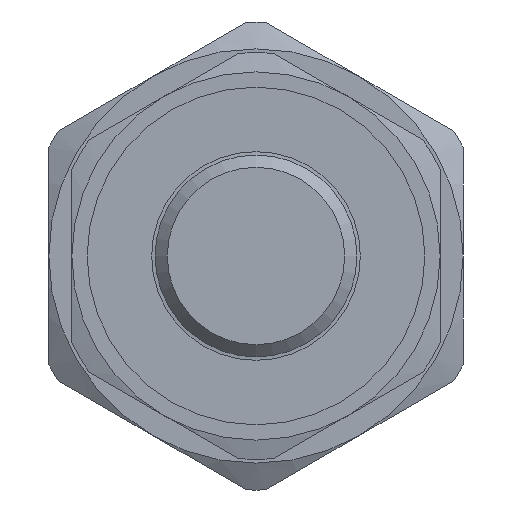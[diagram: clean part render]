
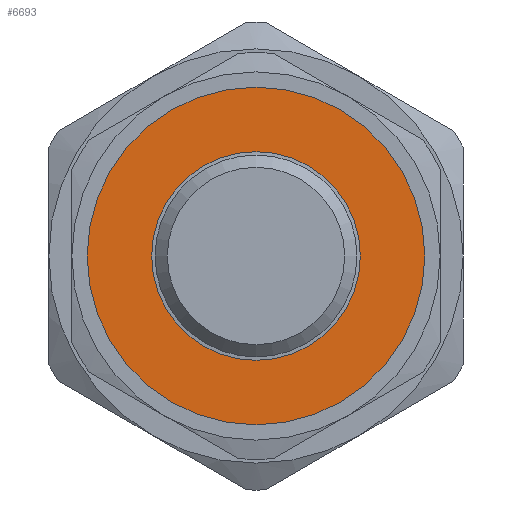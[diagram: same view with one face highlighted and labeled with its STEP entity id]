
A CAD part, left-side view. The second image highlights one B-rep face of the part: STEP entity #6693.
In plain terms, the highlighted planar face has unit normal (-1, 0, 0).
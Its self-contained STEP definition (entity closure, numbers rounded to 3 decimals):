
#1095=PLANE('',#7062);
#1481=ORIENTED_EDGE('',*,*,#2755,.T.);
#1482=ORIENTED_EDGE('',*,*,#2699,.F.);
#2699=EDGE_CURVE('',#3354,#3354,#3789,.T.);
#2755=EDGE_CURVE('',#3398,#3398,#3821,.T.);
#3354=VERTEX_POINT('',#8651);
#3398=VERTEX_POINT('',#8842);
#3789=CIRCLE('',#7009,6.8);
#3821=CIRCLE('',#7060,11.);
#3924=EDGE_LOOP('',(#1481));
#3925=EDGE_LOOP('',(#1482));
#4278=FACE_BOUND('',#3924,.T.);
#4279=FACE_BOUND('',#3925,.T.);
#6693=ADVANCED_FACE('',(#4278,#4279),#1095,.T.);
#7009=AXIS2_PLACEMENT_3D('',#8650,#7442,#7443);
#7060=AXIS2_PLACEMENT_3D('',#8841,#7544,#7545);
#7062=AXIS2_PLACEMENT_3D('',#8845,#7548,#7549);
#7442=DIRECTION('',(-1.,0.,0.));
#7443=DIRECTION('',(0.,0.,1.));
#7544=DIRECTION('',(-1.,0.,0.));
#7545=DIRECTION('',(0.,0.,1.));
#7548=DIRECTION('',(-1.,0.,0.));
#7549=DIRECTION('',(0.,0.,1.));
#8650=CARTESIAN_POINT('',(-20.55,0.,0.));
#8651=CARTESIAN_POINT('',(-20.55,0.,6.8));
#8841=CARTESIAN_POINT('',(-20.55,0.,0.));
#8842=CARTESIAN_POINT('',(-20.55,0.,11.));
#8845=CARTESIAN_POINT('',(-20.55,0.,6.579));
